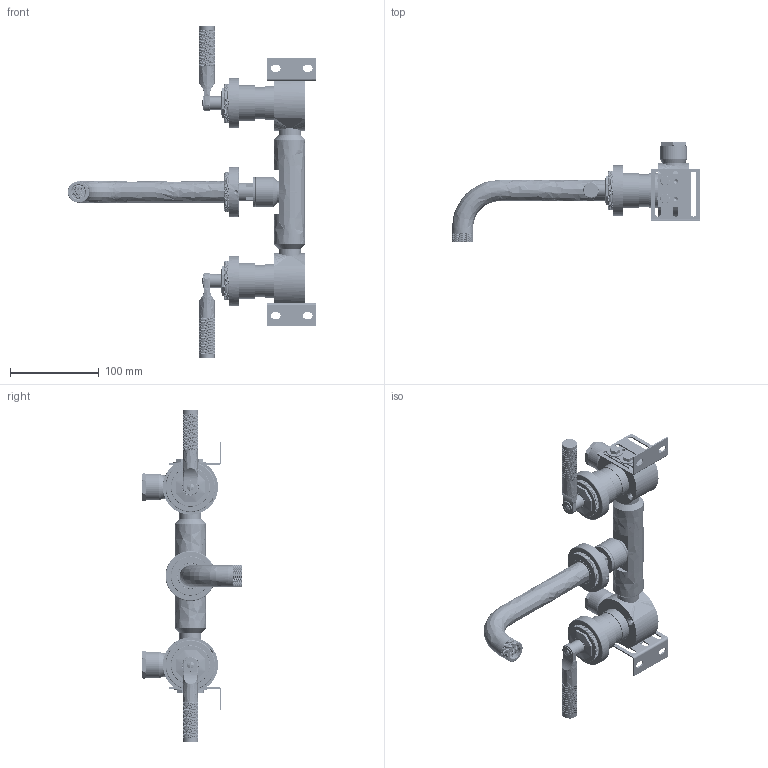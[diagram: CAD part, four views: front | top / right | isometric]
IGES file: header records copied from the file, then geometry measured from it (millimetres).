
Global section: file name: LANDMARK THINNER SPOUTS EXPORTV7K17S-2LK; native system: Autodesk Inventor 2020; preprocessor: unknown; author: clarkin; date: 20221127.042112; units: millimetre
Bounding box: 279.3 x 112.5 x 373.44 mm (x, y, z)
Volume: 582426.7 mm3; surface area: 299612.9 mm2
Topology: 83 solids, 83 shells, 27826 faces, 59610 edges, 32124 vertices
Faces by surface type: bspline 27826
